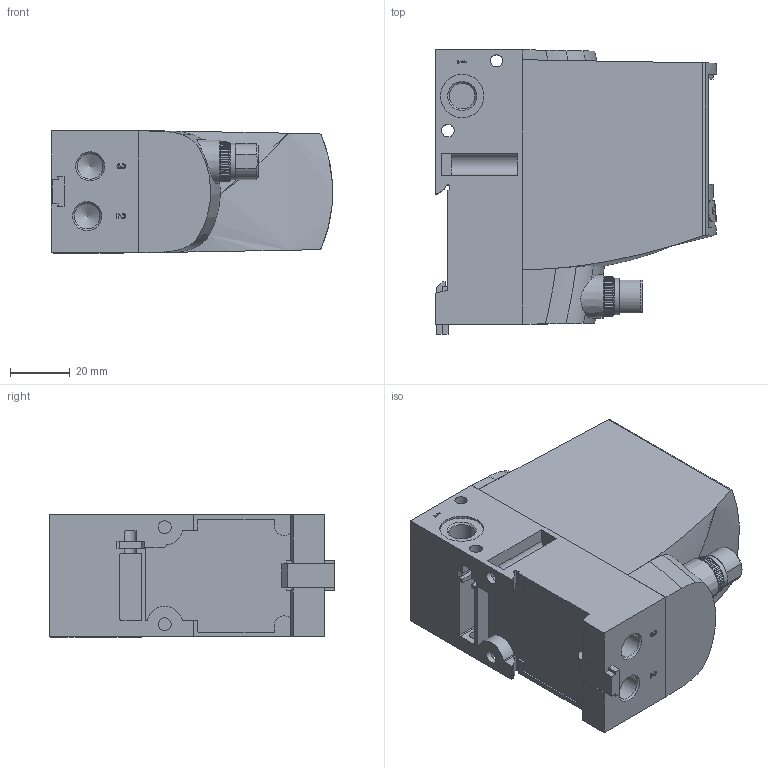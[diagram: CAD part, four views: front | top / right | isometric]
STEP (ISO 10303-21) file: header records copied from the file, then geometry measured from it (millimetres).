
FILE_DESCRIPTION(/* description */ ('STEP AP214'),/* implementation_level */ '2;1');
FILE_NAME(/* name */ '8104669_VPPI-5L-3-G18-0L10H-V1-S1D',/* time_stamp */ '2024-09-17T02:28:22+02:00',/* author */ ('License CC BY-ND 4.0'),/* organization */ ('CADENAS'),/* preprocessor_version */ 'ST-DEVELOPER v19.3',/* originating_system */ 'PARTsolutions',/* authorisation */ ' ');
FILE_SCHEMA (('AUTOMOTIVE_DESIGN {1 0 10303 214 3 1 1}'));
Length unit declared in the file: millimetre
Products named in the file (3): 8104669 VPPI-5L-3-G18-0L10H-V1-S1D---(high); 8074287 VPPI-5L-3-G18-0L10H-V1-S1D---(high_P); 116515 G1/8
Assembly tree (2 placements, depth 2):
  8104669 VPPI-5L-3-G18-0L10H-V1-S1D---(high)
    8074287 VPPI-5L-3-G18-0L10H-V1-S1D---(high_P)
    116515 G1/8
Bounding box: 94.3 x 95.3 x 41.2 mm (x, y, z)
Volume: 278699.6 mm3; surface area: 35037.6 mm2
Topology: 2 solids, 2 shells, 452 faces, 1216 edges, 801 vertices
Faces by surface type: plane 246, cone 103, cylinder 87, torus 16
Full cylindrical faces by diameter (mm): 1 x5, 2.95 x1, 4.1 x3, 4.2 x2, 4.3 x2, 7.2 x2, 8.566 x3, 9.728 x3, 11.8 x1, 14.6 x1, 16 x1
Entity records: 17405 total; most frequent: CARTESIAN_POINT 3154, ORIENTED_EDGE 2298, DIRECTION 2227, EDGE_CURVE 1149, AXIS2_PLACEMENT_3D 814, VERTEX_POINT 784, LINE 599, VECTOR 599
